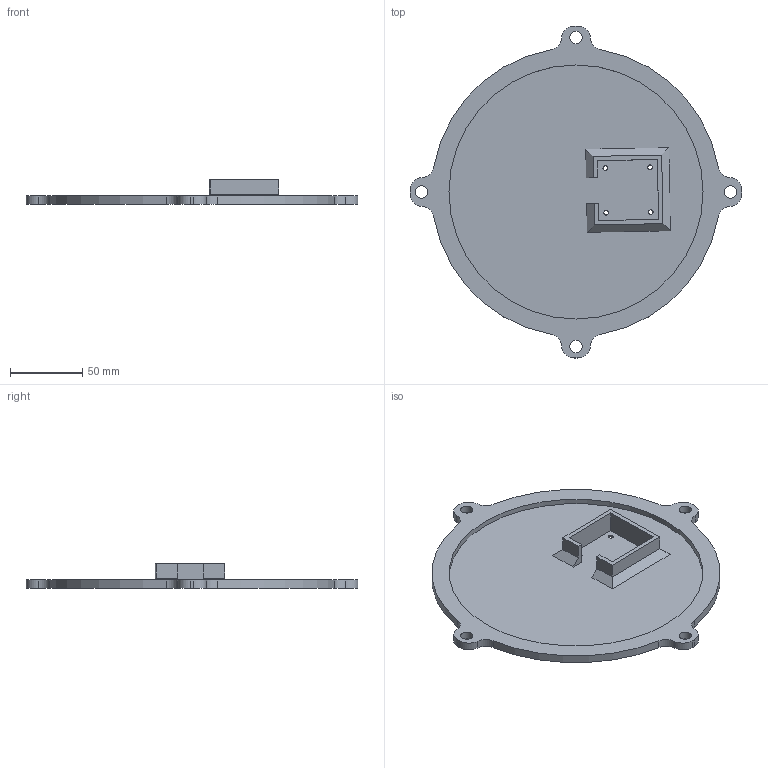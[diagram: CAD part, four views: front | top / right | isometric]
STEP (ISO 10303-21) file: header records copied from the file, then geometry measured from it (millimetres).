
FILE_DESCRIPTION(/* description */ (''),/* implementation_level */ '2;1');
FILE_NAME(/* name */ '6dof_assem v29_6dof_assem v26_BaseBottomClosure v8 v3 v2.step',/* time_stamp */ '2020-12-07T18:57:09-05:00',/* author */ (''),/* organization */ (''),/* preprocessor_version */ 'ST-DEVELOPER v18.1',/* originating_system */ 'Autodesk Translation Framework v9.3.0.1241',/* authorisation */ '');
FILE_SCHEMA (('AUTOMOTIVE_DESIGN { 1 0 10303 214 3 1 1 }'));
Length unit declared in the file: millimetre
Products named in the file (1): 6dof_assem v29_6dof_assem v26_BaseBottomClosure v8 v3
Bounding box: 230 x 230 x 17 mm (x, y, z)
Volume: 104211 mm3; surface area: 75869.9 mm2
Topology: 1 solids, 1 shells, 58 faces, 154 edges, 100 vertices
Faces by surface type: cylinder 29, plane 25, cone 4
Full cylindrical faces by diameter (mm): 3.2 x4, 8.5 x4, 176 x1
Entity records: 1881 total; most frequent: DIRECTION 334, CARTESIAN_POINT 313, ORIENTED_EDGE 308, EDGE_CURVE 154, AXIS2_PLACEMENT_3D 121, VERTEX_POINT 100, LINE 92, VECTOR 92
